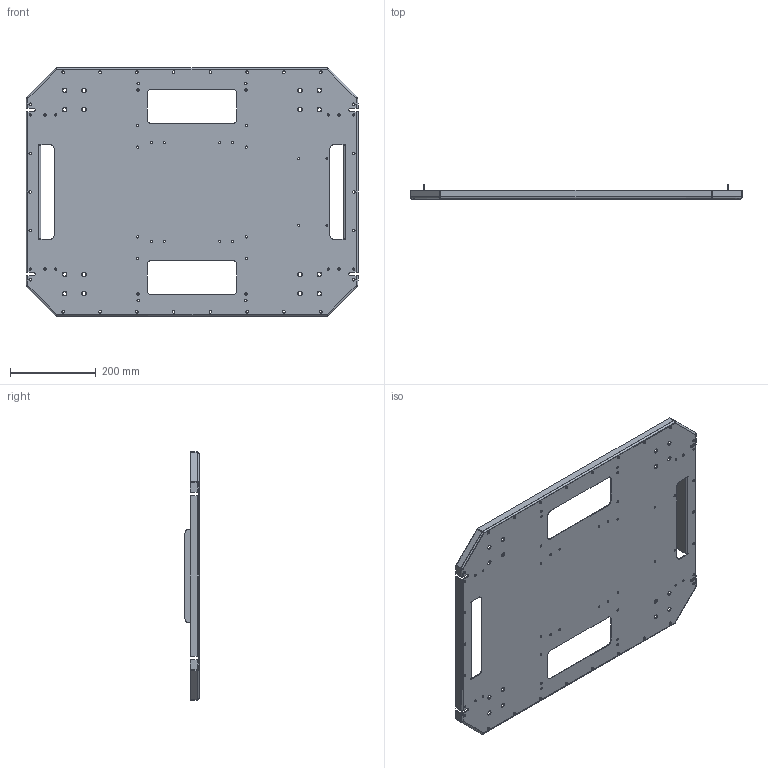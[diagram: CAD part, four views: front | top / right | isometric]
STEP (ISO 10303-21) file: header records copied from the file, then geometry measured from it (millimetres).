
FILE_DESCRIPTION (( 'STEP AP203' ), '1' );
FILE_NAME ('MMP.02.00.00.001 Base.STEP', '2023-02-14T09:02:41', ( '' ), ( '' ), 'SwSTEP 2.0', 'SolidWorks 2017', '' );
FILE_SCHEMA (( 'CONFIG_CONTROL_DESIGN' ));
Length unit declared in the file: millimetre
Products named in the file (1): MMP.02.00.00.001 Base
Bounding box: 776 x 32.87 x 580 mm (x, y, z)
Volume: 887332.4 mm3; surface area: 901312.5 mm2
Topology: 1 solids, 1 shells, 370 faces, 960 edges, 592 vertices
Faces by surface type: cylinder 216, plane 106, cone 32, bspline 16
Entity records: 12525 total; most frequent: CARTESIAN_POINT 2835, DIRECTION 2070, ORIENTED_EDGE 1920, EDGE_CURVE 960, AXIS2_PLACEMENT_3D 787, VERTEX_POINT 592, EDGE_LOOP 542, LINE 496
